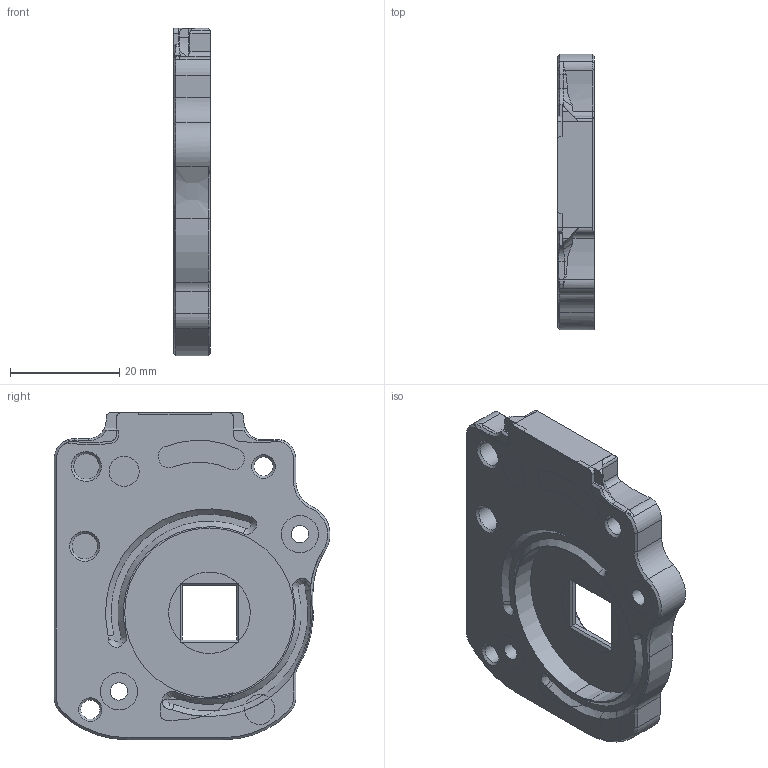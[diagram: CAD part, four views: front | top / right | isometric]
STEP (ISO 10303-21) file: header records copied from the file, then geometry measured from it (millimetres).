
FILE_DESCRIPTION(/* description */ (''),/* implementation_level */ '2;1');
FILE_NAME(/* name */ 'Galileo Clockwork_Rear Plate v2.step',/* time_stamp */ '2022-01-21T12:36:04+08:00',/* author */ (''),/* organization */ (''),/* preprocessor_version */ 'ST-DEVELOPER v18.1',/* originating_system */ 'Autodesk Translation Framework v10.10.0.1391',/* authorisation */ '');
FILE_SCHEMA (('AUTOMOTIVE_DESIGN { 1 0 10303 214 3 1 1 }'));
Length unit declared in the file: millimetre
Products named in the file (1): Galileo Clockwork_Rear Plate
Bounding box: 6.7 x 50.43 x 59.85 mm (x, y, z)
Volume: 14379.6 mm3; surface area: 12095.7 mm2
Topology: 11 solids, 11 shells, 397 faces, 953 edges, 578 vertices
Faces by surface type: plane 177, cylinder 99, cone 92, bspline 29
Full cylindrical faces by diameter (mm): 3.2 x4, 3.5 x4, 4.3 x2, 4.7 x6, 5.5 x2, 6 x4, 6.8 x2, 14.1 x2, 31 x1
Entity records: 12541 total; most frequent: CARTESIAN_POINT 3330, DIRECTION 1912, ORIENTED_EDGE 1908, EDGE_CURVE 954, AXIS2_PLACEMENT_3D 700, VERTEX_POINT 579, LINE 512, VECTOR 512
